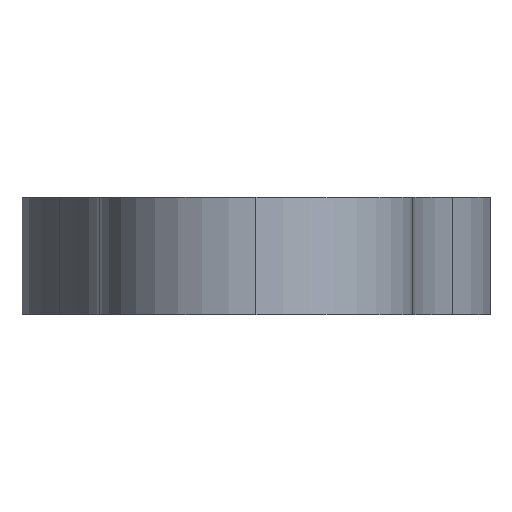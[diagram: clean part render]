
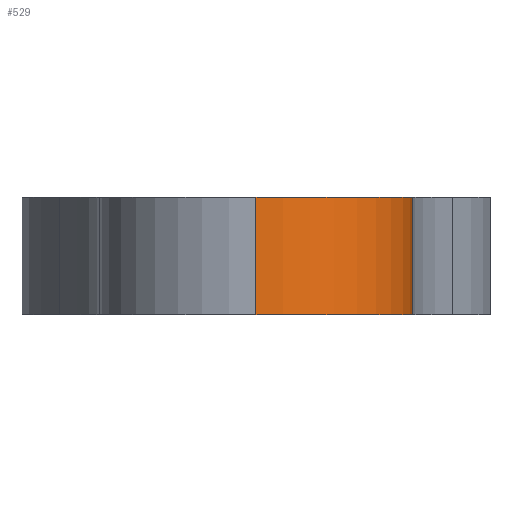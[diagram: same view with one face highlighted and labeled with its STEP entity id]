
A CAD part, left-side view. The second image highlights one B-rep face of the part: STEP entity #529.
In plain terms, the highlighted cylindrical face has radius 4 mm (diameter 8 mm), a partial arc.
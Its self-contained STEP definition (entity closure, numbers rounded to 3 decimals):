
#10 = CARTESIAN_POINT ( 'NONE',  ( -35.199, -4., 3. ) ) ;
#39 = DIRECTION ( 'NONE',  ( 0., 0., 1. ) ) ;
#69 = CARTESIAN_POINT ( 'NONE',  ( -39.199, 0., 3. ) ) ;
#96 = ORIENTED_EDGE ( 'NONE', *, *, #888, .F. ) ;
#103 = EDGE_CURVE ( 'NONE', #513, #762, #419, .T. ) ;
#125 = DIRECTION ( 'NONE',  ( -1., 0., 0. ) ) ;
#191 = VECTOR ( 'NONE', #905, 1000. ) ;
#210 = CARTESIAN_POINT ( 'NONE',  ( -35.199, 0., 0. ) ) ;
#241 = ORIENTED_EDGE ( 'NONE', *, *, #712, .F. ) ;
#244 = CIRCLE ( 'NONE', #753, 4. ) ;
#249 = AXIS2_PLACEMENT_3D ( 'NONE', #759, #260, #125 ) ;
#260 = DIRECTION ( 'NONE',  ( 0., 0., -1. ) ) ;
#396 = AXIS2_PLACEMENT_3D ( 'NONE', #210, #411, #486 ) ;
#411 = DIRECTION ( 'NONE',  ( 0., 0., 1. ) ) ;
#419 = LINE ( 'NONE', #69, #191 ) ;
#486 = DIRECTION ( 'NONE',  ( -1., 0., 0. ) ) ;
#513 = VERTEX_POINT ( 'NONE', #690 ) ;
#514 = CARTESIAN_POINT ( 'NONE',  ( -35.199, -4., 3. ) ) ;
#529 = ADVANCED_FACE ( 'NONE', ( #686 ), #534, .T. ) ;
#532 = ORIENTED_EDGE ( 'NONE', *, *, #602, .T. ) ;
#534 = CYLINDRICAL_SURFACE ( 'NONE', #249, 4. ) ;
#564 = CARTESIAN_POINT ( 'NONE',  ( -39.199, 0., 0. ) ) ;
#601 = CARTESIAN_POINT ( 'NONE',  ( -35.199, 0., 3. ) ) ;
#602 = EDGE_CURVE ( 'NONE', #762, #650, #757, .T. ) ;
#650 = VERTEX_POINT ( 'NONE', #904 ) ;
#668 = VECTOR ( 'NONE', #722, 1000. ) ;
#686 = FACE_OUTER_BOUND ( 'NONE', #821, .T. ) ;
#690 = CARTESIAN_POINT ( 'NONE',  ( -39.199, 0., 3. ) ) ;
#712 = EDGE_CURVE ( 'NONE', #800, #650, #873, .T. ) ;
#722 = DIRECTION ( 'NONE',  ( 0., 0., -1. ) ) ;
#753 = AXIS2_PLACEMENT_3D ( 'NONE', #601, #39, #812 ) ;
#757 = CIRCLE ( 'NONE', #396, 4. ) ;
#759 = CARTESIAN_POINT ( 'NONE',  ( -35.199, 0., 3. ) ) ;
#762 = VERTEX_POINT ( 'NONE', #564 ) ;
#800 = VERTEX_POINT ( 'NONE', #514 ) ;
#812 = DIRECTION ( 'NONE',  ( -1., 0., 0. ) ) ;
#821 = EDGE_LOOP ( 'NONE', ( #96, #890, #532, #241 ) ) ;
#873 = LINE ( 'NONE', #10, #668 ) ;
#888 = EDGE_CURVE ( 'NONE', #513, #800, #244, .T. ) ;
#890 = ORIENTED_EDGE ( 'NONE', *, *, #103, .T. ) ;
#904 = CARTESIAN_POINT ( 'NONE',  ( -35.199, -4., 0. ) ) ;
#905 = DIRECTION ( 'NONE',  ( 0., 0., -1. ) ) ;
